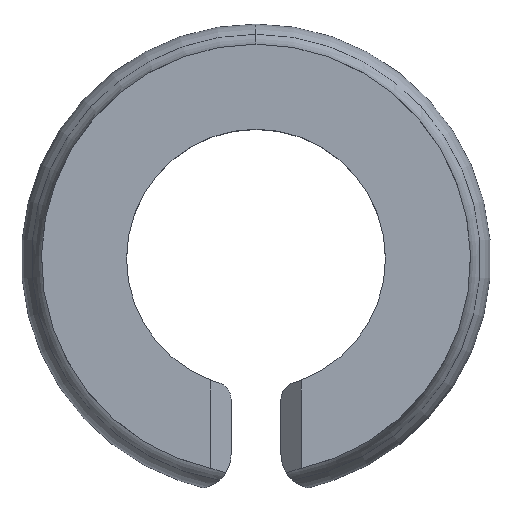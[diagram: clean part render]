
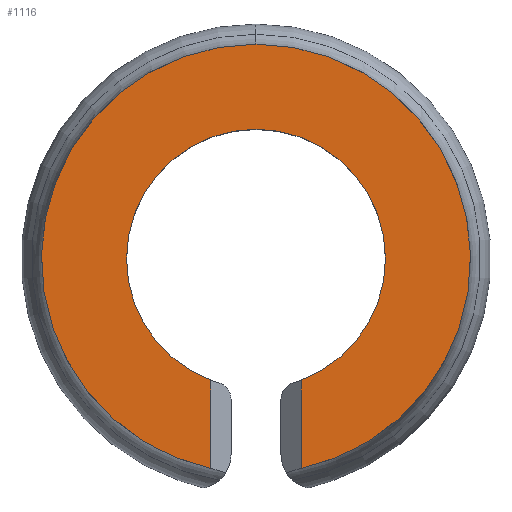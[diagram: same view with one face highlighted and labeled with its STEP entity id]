
A CAD part, top view. The second image highlights one B-rep face of the part: STEP entity #1116.
In plain terms, the highlighted planar face has unit normal (0, 0, 1).
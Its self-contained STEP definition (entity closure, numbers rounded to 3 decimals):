
#78 = CYLINDRICAL_SURFACE('',#79,5.7);
#79 = AXIS2_PLACEMENT_3D('',#80,#81,#82);
#80 = CARTESIAN_POINT('',(0.,-241.,25.));
#81 = DIRECTION('',(-0.,-0.,-1.));
#82 = DIRECTION('',(1.,0.,0.));
#112 = PLANE('',#113);
#113 = AXIS2_PLACEMENT_3D('',#114,#115,#116);
#114 = CARTESIAN_POINT('',(4.455,-252.,33.455));
#115 = DIRECTION('',(-0.707,0.,0.707)
  );
#116 = DIRECTION('',(-0.707,0.,-0.707
    ));
#392 = VERTEX_POINT('',#393);
#393 = CARTESIAN_POINT('',(2.,-246.338,31.));
#499 = VERTEX_POINT('',#500);
#500 = CARTESIAN_POINT('',(2.,-250.231,31.));
#515 = CYLINDRICAL_SURFACE('',#516,9.445);
#516 = AXIS2_PLACEMENT_3D('',#517,#518,#519);
#517 = CARTESIAN_POINT('',(0.,-241.,30.9));
#518 = DIRECTION('',(0.,0.,1.));
#519 = DIRECTION('',(0.,1.,0.));
#530 = EDGE_CURVE('',#392,#499,#531,.T.);
#531 = SURFACE_CURVE('',#532,(#536,#542),.PCURVE_S1.);
#532 = LINE('',#533,#534);
#533 = CARTESIAN_POINT('',(2.,-246.785,31.));
#534 = VECTOR('',#535,1.);
#535 = DIRECTION('',(0.,-1.,0.));
#536 = PCURVE('',#112,#537);
#537 = DEFINITIONAL_REPRESENTATION('',(#538),#541);
#538 = B_SPLINE_CURVE_WITH_KNOTS('',1,(#539,#540),.UNSPECIFIED.,.F.,.F.,
  (2,2),(-0.785,4.331),.PIECEWISE_BEZIER_KNOTS.);
#539 = CARTESIAN_POINT('',(3.472,-6.));
#540 = CARTESIAN_POINT('',(3.472,-0.884));
#541 = ( GEOMETRIC_REPRESENTATION_CONTEXT(2) 
PARAMETRIC_REPRESENTATION_CONTEXT() REPRESENTATION_CONTEXT('2D SPACE',''
  ) );
#542 = PCURVE('',#543,#548);
#543 = PLANE('',#544);
#544 = AXIS2_PLACEMENT_3D('',#545,#546,#547);
#545 = CARTESIAN_POINT('',(0.,-241.57,31.));
#546 = DIRECTION('',(0.,0.,1.));
#547 = DIRECTION('',(1.,0.,0.));
#548 = DEFINITIONAL_REPRESENTATION('',(#549),#552);
#549 = B_SPLINE_CURVE_WITH_KNOTS('',1,(#550,#551),.UNSPECIFIED.,.F.,.F.,
  (2,2),(-0.785,4.331),.PIECEWISE_BEZIER_KNOTS.);
#550 = CARTESIAN_POINT('',(2.,-4.43));
#551 = CARTESIAN_POINT('',(2.,-9.546));
#552 = ( GEOMETRIC_REPRESENTATION_CONTEXT(2) 
PARAMETRIC_REPRESENTATION_CONTEXT() REPRESENTATION_CONTEXT('2D SPACE',''
  ) );
#560 = EDGE_CURVE('',#392,#561,#563,.T.);
#561 = VERTEX_POINT('',#562);
#562 = CARTESIAN_POINT('',(-2.,-246.338,31.));
#563 = SURFACE_CURVE('',#564,(#569,#576),.PCURVE_S1.);
#564 = CIRCLE('',#565,5.7);
#565 = AXIS2_PLACEMENT_3D('',#566,#567,#568);
#566 = CARTESIAN_POINT('',(0.,-241.,31.));
#567 = DIRECTION('',(0.,0.,1.));
#568 = DIRECTION('',(1.,0.,0.));
#569 = PCURVE('',#78,#570);
#570 = DEFINITIONAL_REPRESENTATION('',(#571),#575);
#571 = LINE('',#572,#573);
#572 = CARTESIAN_POINT('',(-0.,-6.));
#573 = VECTOR('',#574,1.);
#574 = DIRECTION('',(-1.,0.));
#575 = ( GEOMETRIC_REPRESENTATION_CONTEXT(2) 
PARAMETRIC_REPRESENTATION_CONTEXT() REPRESENTATION_CONTEXT('2D SPACE',''
  ) );
#576 = PCURVE('',#543,#577);
#577 = DEFINITIONAL_REPRESENTATION('',(#578),#582);
#578 = CIRCLE('',#579,5.7);
#579 = AXIS2_PLACEMENT_2D('',#580,#581);
#580 = CARTESIAN_POINT('',(0.,0.57));
#581 = DIRECTION('',(1.,0.));
#582 = ( GEOMETRIC_REPRESENTATION_CONTEXT(2) 
PARAMETRIC_REPRESENTATION_CONTEXT() REPRESENTATION_CONTEXT('2D SPACE',''
  ) );
#604 = PLANE('',#605);
#605 = AXIS2_PLACEMENT_3D('',#606,#607,#608);
#606 = CARTESIAN_POINT('',(0.,-252.,29.));
#607 = DIRECTION('',(0.707,0.,0.707));
#608 = DIRECTION('',(-0.707,0.,0.707)
  );
#1116 = ADVANCED_FACE('',(#1117),#543,.T.);
#1117 = FACE_BOUND('',#1118,.T.);
#1118 = EDGE_LOOP('',(#1119,#1120,#1121,#1145,#1174));
#1119 = ORIENTED_EDGE('',*,*,#560,.F.);
#1120 = ORIENTED_EDGE('',*,*,#530,.T.);
#1121 = ORIENTED_EDGE('',*,*,#1122,.T.);
#1122 = EDGE_CURVE('',#499,#1123,#1125,.T.);
#1123 = VERTEX_POINT('',#1124);
#1124 = CARTESIAN_POINT('',(0.,-231.555,31.));
#1125 = SURFACE_CURVE('',#1126,(#1131,#1138),.PCURVE_S1.);
#1126 = CIRCLE('',#1127,9.445);
#1127 = AXIS2_PLACEMENT_3D('',#1128,#1129,#1130);
#1128 = CARTESIAN_POINT('',(0.,-241.,31.));
#1129 = DIRECTION('',(0.,-0.,1.));
#1130 = DIRECTION('',(0.,1.,0.));
#1131 = PCURVE('',#543,#1132);
#1132 = DEFINITIONAL_REPRESENTATION('',(#1133),#1137);
#1133 = CIRCLE('',#1134,9.445);
#1134 = AXIS2_PLACEMENT_2D('',#1135,#1136);
#1135 = CARTESIAN_POINT('',(0.,0.57));
#1136 = DIRECTION('',(0.,1.));
#1137 = ( GEOMETRIC_REPRESENTATION_CONTEXT(2) 
PARAMETRIC_REPRESENTATION_CONTEXT() REPRESENTATION_CONTEXT('2D SPACE',''
  ) );
#1138 = PCURVE('',#515,#1139);
#1139 = DEFINITIONAL_REPRESENTATION('',(#1140),#1144);
#1140 = LINE('',#1141,#1142);
#1141 = CARTESIAN_POINT('',(0.,0.1));
#1142 = VECTOR('',#1143,1.);
#1143 = DIRECTION('',(1.,0.));
#1144 = ( GEOMETRIC_REPRESENTATION_CONTEXT(2) 
PARAMETRIC_REPRESENTATION_CONTEXT() REPRESENTATION_CONTEXT('2D SPACE',''
  ) );
#1145 = ORIENTED_EDGE('',*,*,#1146,.T.);
#1146 = EDGE_CURVE('',#1123,#1147,#1149,.T.);
#1147 = VERTEX_POINT('',#1148);
#1148 = CARTESIAN_POINT('',(-2.,-250.231,31.));
#1149 = SURFACE_CURVE('',#1150,(#1155,#1162),.PCURVE_S1.);
#1150 = CIRCLE('',#1151,9.445);
#1151 = AXIS2_PLACEMENT_3D('',#1152,#1153,#1154);
#1152 = CARTESIAN_POINT('',(0.,-241.,31.));
#1153 = DIRECTION('',(0.,-0.,1.));
#1154 = DIRECTION('',(0.,1.,0.));
#1155 = PCURVE('',#543,#1156);
#1156 = DEFINITIONAL_REPRESENTATION('',(#1157),#1161);
#1157 = CIRCLE('',#1158,9.445);
#1158 = AXIS2_PLACEMENT_2D('',#1159,#1160);
#1159 = CARTESIAN_POINT('',(0.,0.57));
#1160 = DIRECTION('',(0.,1.));
#1161 = ( GEOMETRIC_REPRESENTATION_CONTEXT(2) 
PARAMETRIC_REPRESENTATION_CONTEXT() REPRESENTATION_CONTEXT('2D SPACE',''
  ) );
#1162 = PCURVE('',#1163,#1168);
#1163 = CYLINDRICAL_SURFACE('',#1164,9.445);
#1164 = AXIS2_PLACEMENT_3D('',#1165,#1166,#1167);
#1165 = CARTESIAN_POINT('',(0.,-241.,30.9));
#1166 = DIRECTION('',(0.,0.,1.));
#1167 = DIRECTION('',(0.,1.,0.));
#1168 = DEFINITIONAL_REPRESENTATION('',(#1169),#1173);
#1169 = LINE('',#1170,#1171);
#1170 = CARTESIAN_POINT('',(0.,0.1));
#1171 = VECTOR('',#1172,1.);
#1172 = DIRECTION('',(1.,0.));
#1173 = ( GEOMETRIC_REPRESENTATION_CONTEXT(2) 
PARAMETRIC_REPRESENTATION_CONTEXT() REPRESENTATION_CONTEXT('2D SPACE',''
  ) );
#1174 = ORIENTED_EDGE('',*,*,#1175,.T.);
#1175 = EDGE_CURVE('',#1147,#561,#1176,.T.);
#1176 = SURFACE_CURVE('',#1177,(#1181,#1187),.PCURVE_S1.);
#1177 = LINE('',#1178,#1179);
#1178 = CARTESIAN_POINT('',(-2.,-246.785,31.));
#1179 = VECTOR('',#1180,1.);
#1180 = DIRECTION('',(0.,1.,0.));
#1181 = PCURVE('',#543,#1182);
#1182 = DEFINITIONAL_REPRESENTATION('',(#1183),#1186);
#1183 = B_SPLINE_CURVE_WITH_KNOTS('',1,(#1184,#1185),.UNSPECIFIED.,.F.,
  .F.,(2,2),(-4.331,0.785),.PIECEWISE_BEZIER_KNOTS.);
#1184 = CARTESIAN_POINT('',(-2.,-9.546));
#1185 = CARTESIAN_POINT('',(-2.,-4.43));
#1186 = ( GEOMETRIC_REPRESENTATION_CONTEXT(2) 
PARAMETRIC_REPRESENTATION_CONTEXT() REPRESENTATION_CONTEXT('2D SPACE',''
  ) );
#1187 = PCURVE('',#604,#1188);
#1188 = DEFINITIONAL_REPRESENTATION('',(#1189),#1192);
#1189 = B_SPLINE_CURVE_WITH_KNOTS('',1,(#1190,#1191),.UNSPECIFIED.,.F.,
  .F.,(2,2),(-4.331,0.785),.PIECEWISE_BEZIER_KNOTS.);
#1190 = CARTESIAN_POINT('',(2.828,-0.884));
#1191 = CARTESIAN_POINT('',(2.828,-6.));
#1192 = ( GEOMETRIC_REPRESENTATION_CONTEXT(2) 
PARAMETRIC_REPRESENTATION_CONTEXT() REPRESENTATION_CONTEXT('2D SPACE',''
  ) );
